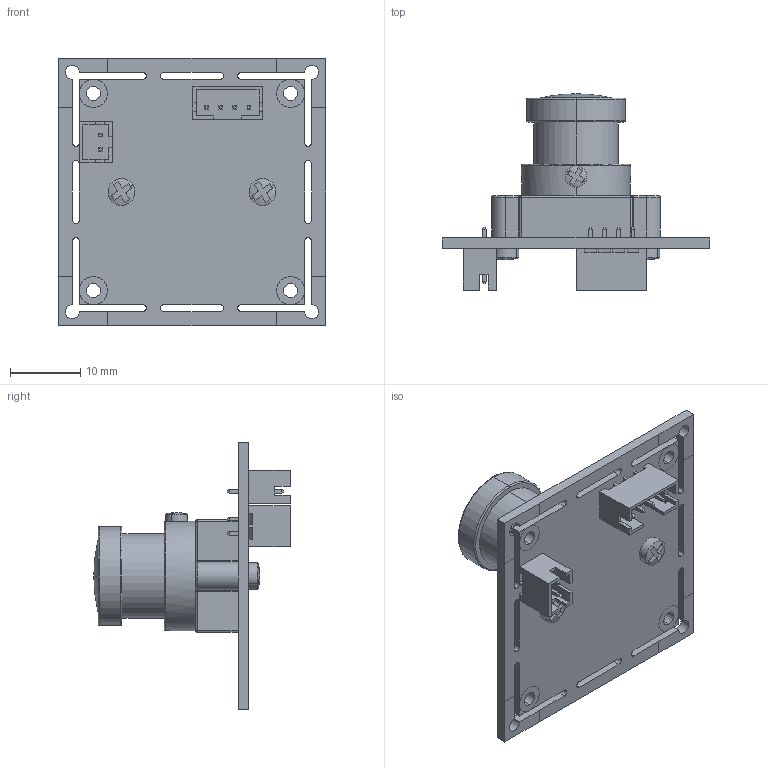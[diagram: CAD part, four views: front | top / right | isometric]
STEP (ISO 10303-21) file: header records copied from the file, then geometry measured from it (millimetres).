
FILE_DESCRIPTION (( 'STEP AP214' ), '1' );
FILE_NAME ('ELP-USBFHD01M-L21.STEP', '2020-11-12T20:05:10', ( '' ), ( '' ), 'SwSTEP 2.0', 'SolidWorks 2018', '' );
FILE_SCHEMA (( 'AUTOMOTIVE_DESIGN' ));
Length unit declared in the file: metre
Products named in the file (1): ELP-USBFHD01M-L21
Bounding box: 38 x 27.89 x 38 mm (x, y, z)
Surface area: 5301.4 mm2 (no closed solid volume)
Topology: 0 solids, 58 shells, 666 faces, 1666 edges, 1079 vertices
Faces by surface type: plane 524, cylinder 76, bspline 38, torus 14, sphere 12, cone 2
Entity records: 27594 total; most frequent: CARTESIAN_POINT 4904, ORIENTED_EDGE 3160, DIRECTION 2774, EDGE_CURVE 1662, VERTEX_POINT 1079, LINE 1024, VECTOR 1024, AXIS2_PLACEMENT_3D 875
